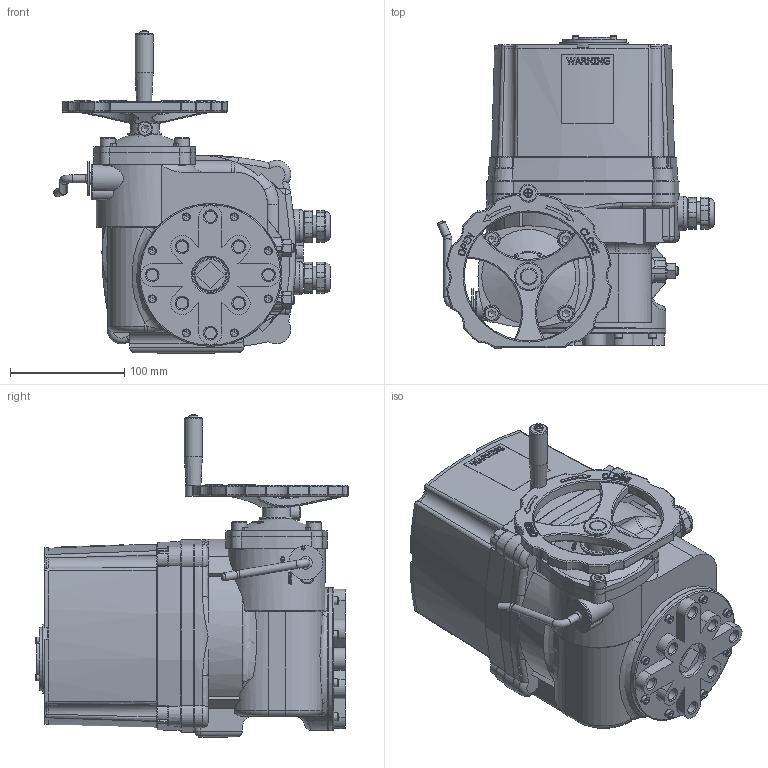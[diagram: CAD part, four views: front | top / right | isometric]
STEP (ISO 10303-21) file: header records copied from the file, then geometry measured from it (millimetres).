
FILE_DESCRIPTION(/* description */ (''),/* implementation_level */ '2;1');
FILE_NAME(/* name */ 'EX-020_3D_STEP.stp',/* time_stamp */ '2024-10-16T13:23:51+03:00',/* author */ ('igorr'),/* organization */ (''),/* preprocessor_version */ 'ST-DEVELOPER v20',/* originating_system */ 'Autodesk Inventor 2025',/* authorisation */ '');
FILE_SCHEMA (('AUTOMOTIVE_DESIGN { 1 0 10303 214 3 1 1 }'));
Length unit declared in the file: millimetre
Products named in the file (9): Сборка1; Деталь1; Деталь2; Деталь3; AS 1420 - 1973 - M3 x 6; ANSI B18.2.4.2M - M8x1,25; AS 1420 - 1973 - M4 x 8; AS 1427 - M4 x 6; AS 1420 - 1973 - M8 x 16
Assembly tree (28 placements, depth 2):
  Сборка1
    Деталь1
    Деталь2
    Деталь3
    AS 1420 - 1973 - M3 x 6  x4
    AS 1420 - 1973 - M8 x 16  x9
    ANSI B18.2.4.2M - M8x1,25  x2
    AS 1420 - 1973 - M4 x 8  x8
    AS 1427 - M4 x 6  x2
Bounding box: 242.23 x 273.64 x 282.61 mm (x, y, z)
Volume: 5961768.4 mm3; surface area: 344581.2 mm2
Topology: 28 solids, 28 shells, 1943 faces, 4842 edges, 3069 vertices
Faces by surface type: plane 741, cylinder 470, bspline 283, torus 180, cone 172, sphere 97
Full cylindrical faces by diameter (mm): 3 x11, 3.571 x2, 4 x10, 5 x9, 5.5 x4, 6.647 x2, 7 x11, 8 x11, 10 x8, 10.41 x1, 13 x11, 15 x5, 15.889 x1, 17 x2, 20 x2, 25 x2, 25.981 x2, 29 x1, 30 x2, 30.978 x1, 31 x1, 37.108 x1, 37.27 x1, 55.739 x1, 60.598 x1, 77.144 x1, 108.591 x1, 112.893 x1, 125 x1
Entity records: 59590 total; most frequent: CARTESIAN_POINT 20472, ORIENTED_EDGE 8112, DIRECTION 7386, EDGE_CURVE 4056, AXIS2_PLACEMENT_3D 2917, VERTEX_POINT 2556, EDGE_LOOP 1754, FACE_OUTER_BOUND 1620
